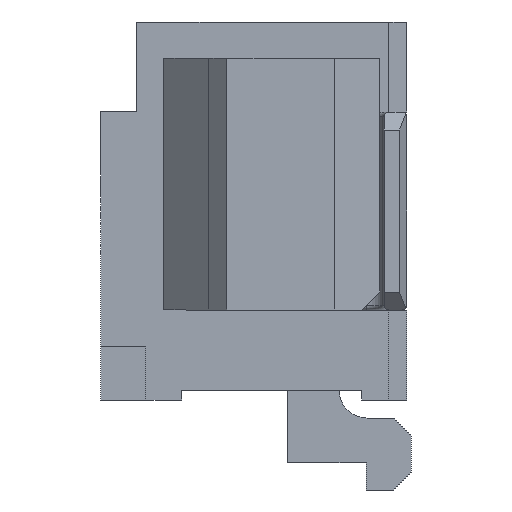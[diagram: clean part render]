
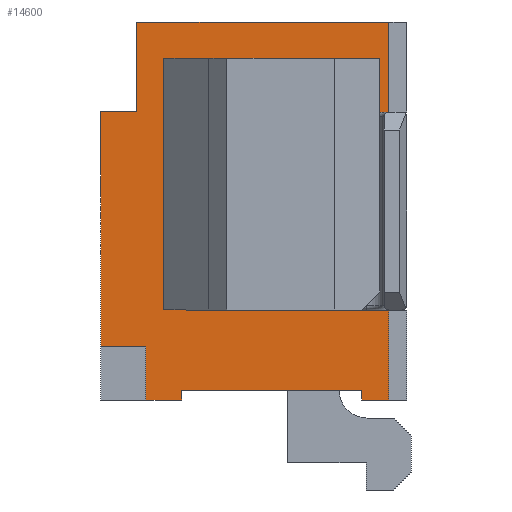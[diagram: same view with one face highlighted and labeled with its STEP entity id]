
A CAD part, left-side view. The second image highlights one B-rep face of the part: STEP entity #14600.
In plain terms, the highlighted planar face has unit normal (-1, 0, 0).
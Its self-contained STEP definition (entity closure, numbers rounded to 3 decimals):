
#245 = LINE ( 'NONE', #14761, #12500 ) ;
#316 = CARTESIAN_POINT ( 'NONE',  ( -3.375, 3., 1.1 ) ) ;
#783 = CARTESIAN_POINT ( 'NONE',  ( -3.375, 2.9, -1.5 ) ) ;
#973 = CARTESIAN_POINT ( 'NONE',  ( -3.375, 3.4, -2.1 ) ) ;
#1248 = LINE ( 'NONE', #13739, #1437 ) ;
#1251 = CARTESIAN_POINT ( 'NONE',  ( -3.375, 2.9, -2.1 ) ) ;
#1369 = EDGE_CURVE ( 'NONE', #2802, #12084, #8258, .T. ) ;
#1437 = VECTOR ( 'NONE', #8591, 1000. ) ;
#1608 = LINE ( 'NONE', #1914, #2947 ) ;
#1696 = CARTESIAN_POINT ( 'NONE',  ( -3.375, 0.3, 1.7 ) ) ;
#1712 = DIRECTION ( 'NONE',  ( 0., 1., 0. ) ) ;
#1743 = CARTESIAN_POINT ( 'NONE',  ( -3.375, 2.5, -1.99 ) ) ;
#1914 = CARTESIAN_POINT ( 'NONE',  ( -3.375, 3.4, 2.1 ) ) ;
#1941 = CARTESIAN_POINT ( 'NONE',  ( -3.375, 2.7, 1.7 ) ) ;
#2000 = DIRECTION ( 'NONE',  ( 0., 1., 0. ) ) ;
#2018 = CARTESIAN_POINT ( 'NONE',  ( -3.375, 0.3, -1.1 ) ) ;
#2289 = VECTOR ( 'NONE', #11698, 1000. ) ;
#2490 = VERTEX_POINT ( 'NONE', #15872 ) ;
#2588 = DIRECTION ( 'NONE',  ( 0., 0., -1. ) ) ;
#2620 = ORIENTED_EDGE ( 'NONE', *, *, #8744, .T. ) ;
#2802 = VERTEX_POINT ( 'NONE', #1696 ) ;
#2812 = DIRECTION ( 'NONE',  ( 0., 1., 0. ) ) ;
#2947 = VECTOR ( 'NONE', #9294, 1000. ) ;
#2969 = VECTOR ( 'NONE', #8541, 1000. ) ;
#2983 = EDGE_CURVE ( 'NONE', #11842, #2490, #3553, .T. ) ;
#3203 = VECTOR ( 'NONE', #2812, 1000. ) ;
#3418 = DIRECTION ( 'NONE',  ( 0., -1., 0. ) ) ;
#3485 = DIRECTION ( 'NONE',  ( 0., 1., 0. ) ) ;
#3553 = LINE ( 'NONE', #8625, #14107 ) ;
#3644 = LINE ( 'NONE', #7585, #7141 ) ;
#3677 = VECTOR ( 'NONE', #2000, 1000. ) ;
#3678 = VERTEX_POINT ( 'NONE', #10989 ) ;
#4053 = LINE ( 'NONE', #11828, #5211 ) ;
#4162 = VERTEX_POINT ( 'NONE', #8293 ) ;
#4169 = CARTESIAN_POINT ( 'NONE',  ( -3.375, 0.3, -1.1 ) ) ;
#4386 = DIRECTION ( 'NONE',  ( 0., 1., 0. ) ) ;
#4462 = VECTOR ( 'NONE', #6321, 1000. ) ;
#4699 = DIRECTION ( 'NONE',  ( 0., 0., 1. ) ) ;
#4876 = FACE_OUTER_BOUND ( 'NONE', #15148, .T. ) ;
#4922 = EDGE_CURVE ( 'NONE', #14007, #8665, #10310, .T. ) ;
#4935 = EDGE_LOOP ( 'NONE', ( #14221, #5245, #2620, #9891 ) ) ;
#5211 = VECTOR ( 'NONE', #4386, 1000. ) ;
#5245 = ORIENTED_EDGE ( 'NONE', *, *, #1369, .F. ) ;
#5573 = CARTESIAN_POINT ( 'NONE',  ( -3.375, 3., 2.1 ) ) ;
#5581 = VERTEX_POINT ( 'NONE', #15684 ) ;
#5589 = ORIENTED_EDGE ( 'NONE', *, *, #13949, .T. ) ;
#5717 = EDGE_CURVE ( 'NONE', #5581, #13327, #1248, .T. ) ;
#6060 = VECTOR ( 'NONE', #14516, 1000. ) ;
#6203 = EDGE_CURVE ( 'NONE', #2490, #5581, #15612, .T. ) ;
#6321 = DIRECTION ( 'NONE',  ( 0., 0., -1. ) ) ;
#6333 = PLANE ( 'NONE',  #12887 ) ;
#6336 = EDGE_CURVE ( 'NONE', #11842, #11830, #1608, .T. ) ;
#6444 = VECTOR ( 'NONE', #1712, 1000. ) ;
#6819 = VERTEX_POINT ( 'NONE', #4169 ) ;
#6879 = VERTEX_POINT ( 'NONE', #1743 ) ;
#6987 = ORIENTED_EDGE ( 'NONE', *, *, #4922, .F. ) ;
#7042 = LINE ( 'NONE', #13405, #2969 ) ;
#7141 = VECTOR ( 'NONE', #2588, 1000. ) ;
#7425 = ORIENTED_EDGE ( 'NONE', *, *, #13198, .F. ) ;
#7456 = VECTOR ( 'NONE', #4699, 1000. ) ;
#7475 = ORIENTED_EDGE ( 'NONE', *, *, #8492, .F. ) ;
#7534 = LINE ( 'NONE', #973, #11253 ) ;
#7585 = CARTESIAN_POINT ( 'NONE',  ( -3.375, 0.3, 8.33 ) ) ;
#7626 = ORIENTED_EDGE ( 'NONE', *, *, #8881, .F. ) ;
#7756 = CARTESIAN_POINT ( 'NONE',  ( -3.375, 0.3, 1.7 ) ) ;
#7757 = ORIENTED_EDGE ( 'NONE', *, *, #6336, .T. ) ;
#8258 = LINE ( 'NONE', #7756, #3203 ) ;
#8293 = CARTESIAN_POINT ( 'NONE',  ( -3.375, 2.7, -1.1 ) ) ;
#8424 = ORIENTED_EDGE ( 'NONE', *, *, #15526, .T. ) ;
#8463 = CARTESIAN_POINT ( 'NONE',  ( -3.375, 3.4, 1.1 ) ) ;
#8492 = EDGE_CURVE ( 'NONE', #13327, #6879, #4053, .T. ) ;
#8541 = DIRECTION ( 'NONE',  ( 0., 0., -1. ) ) ;
#8575 = FACE_BOUND ( 'NONE', #4935, .T. ) ;
#8591 = DIRECTION ( 'NONE',  ( 0., 0., 1. ) ) ;
#8625 = CARTESIAN_POINT ( 'NONE',  ( -3.375, 0.2, 2.1 ) ) ;
#8665 = VERTEX_POINT ( 'NONE', #12291 ) ;
#8744 = EDGE_CURVE ( 'NONE', #2802, #6819, #3644, .T. ) ;
#8746 = LINE ( 'NONE', #8933, #4462 ) ;
#8881 = EDGE_CURVE ( 'NONE', #13839, #10744, #8915, .T. ) ;
#8915 = LINE ( 'NONE', #11426, #2289 ) ;
#8933 = CARTESIAN_POINT ( 'NONE',  ( -3.375, 3.4, 2.1 ) ) ;
#9143 = EDGE_CURVE ( 'NONE', #3678, #15433, #7534, .T. ) ;
#9294 = DIRECTION ( 'NONE',  ( 0., 1., 0. ) ) ;
#9403 = LINE ( 'NONE', #5573, #7456 ) ;
#9884 = DIRECTION ( 'NONE',  ( 0., 0., -1. ) ) ;
#9891 = ORIENTED_EDGE ( 'NONE', *, *, #13742, .F. ) ;
#10211 = CARTESIAN_POINT ( 'NONE',  ( -3.375, 3., 2.1 ) ) ;
#10310 = LINE ( 'NONE', #783, #3677 ) ;
#10323 = ORIENTED_EDGE ( 'NONE', *, *, #5717, .F. ) ;
#10636 = ORIENTED_EDGE ( 'NONE', *, *, #12580, .F. ) ;
#10744 = VERTEX_POINT ( 'NONE', #316 ) ;
#10989 = CARTESIAN_POINT ( 'NONE',  ( -3.375, 2.5, -2.1 ) ) ;
#11253 = VECTOR ( 'NONE', #3485, 1000. ) ;
#11254 = DIRECTION ( 'NONE',  ( 0., -1., 0. ) ) ;
#11365 = CARTESIAN_POINT ( 'NONE',  ( -3.375, 3.4, 2.1 ) ) ;
#11426 = CARTESIAN_POINT ( 'NONE',  ( -3.375, 3.4, 1.1 ) ) ;
#11539 = LINE ( 'NONE', #2018, #14456 ) ;
#11550 = CARTESIAN_POINT ( 'NONE',  ( -3.375, 0.2, 2.1 ) ) ;
#11698 = DIRECTION ( 'NONE',  ( 0., -1., 0. ) ) ;
#11755 = LINE ( 'NONE', #13205, #6060 ) ;
#11828 = CARTESIAN_POINT ( 'NONE',  ( -3.375, 2.5, -1.99 ) ) ;
#11830 = VERTEX_POINT ( 'NONE', #10211 ) ;
#11842 = VERTEX_POINT ( 'NONE', #11550 ) ;
#12084 = VERTEX_POINT ( 'NONE', #1941 ) ;
#12291 = CARTESIAN_POINT ( 'NONE',  ( -3.375, 3.4, -1.5 ) ) ;
#12421 = CARTESIAN_POINT ( 'NONE',  ( -3.375, 2.9, -1.5 ) ) ;
#12500 = VECTOR ( 'NONE', #13555, 1000. ) ;
#12580 = EDGE_CURVE ( 'NONE', #10744, #11830, #9403, .T. ) ;
#12887 = AXIS2_PLACEMENT_3D ( 'NONE', #11365, #13866, #11254 ) ;
#13022 = ORIENTED_EDGE ( 'NONE', *, *, #6203, .F. ) ;
#13198 = EDGE_CURVE ( 'NONE', #6879, #3678, #11755, .T. ) ;
#13205 = CARTESIAN_POINT ( 'NONE',  ( -3.375, 2.5, -2.1 ) ) ;
#13325 = EDGE_CURVE ( 'NONE', #12084, #4162, #7042, .T. ) ;
#13327 = VERTEX_POINT ( 'NONE', #13578 ) ;
#13405 = CARTESIAN_POINT ( 'NONE',  ( -3.375, 2.7, 8.33 ) ) ;
#13467 = ORIENTED_EDGE ( 'NONE', *, *, #2983, .F. ) ;
#13555 = DIRECTION ( 'NONE',  ( 0., 0., -1. ) ) ;
#13578 = CARTESIAN_POINT ( 'NONE',  ( -3.375, 0.5, -1.99 ) ) ;
#13739 = CARTESIAN_POINT ( 'NONE',  ( -3.375, 0.5, -2.1 ) ) ;
#13742 = EDGE_CURVE ( 'NONE', #4162, #6819, #11539, .T. ) ;
#13839 = VERTEX_POINT ( 'NONE', #8463 ) ;
#13866 = DIRECTION ( 'NONE',  ( 1., 0., 0. ) ) ;
#13878 = ORIENTED_EDGE ( 'NONE', *, *, #9143, .F. ) ;
#13949 = EDGE_CURVE ( 'NONE', #14007, #15433, #245, .T. ) ;
#14007 = VERTEX_POINT ( 'NONE', #12421 ) ;
#14107 = VECTOR ( 'NONE', #9884, 1000. ) ;
#14221 = ORIENTED_EDGE ( 'NONE', *, *, #13325, .F. ) ;
#14456 = VECTOR ( 'NONE', #3418, 1000. ) ;
#14516 = DIRECTION ( 'NONE',  ( 0., 0., -1. ) ) ;
#14600 = ADVANCED_FACE ( 'NONE', ( #8575, #4876 ), #6333, .F. ) ;
#14761 = CARTESIAN_POINT ( 'NONE',  ( -3.375, 2.9, -2.1 ) ) ;
#15148 = EDGE_LOOP ( 'NONE', ( #5589, #13878, #7425, #7475, #10323, #13022, #13467, #7757, #10636, #7626, #8424, #6987 ) ) ;
#15433 = VERTEX_POINT ( 'NONE', #1251 ) ;
#15467 = CARTESIAN_POINT ( 'NONE',  ( -3.375, 3.4, -2.1 ) ) ;
#15526 = EDGE_CURVE ( 'NONE', #13839, #8665, #8746, .T. ) ;
#15612 = LINE ( 'NONE', #15467, #6444 ) ;
#15684 = CARTESIAN_POINT ( 'NONE',  ( -3.375, 0.5, -2.1 ) ) ;
#15872 = CARTESIAN_POINT ( 'NONE',  ( -3.375, 0.2, -2.1 ) ) ;
